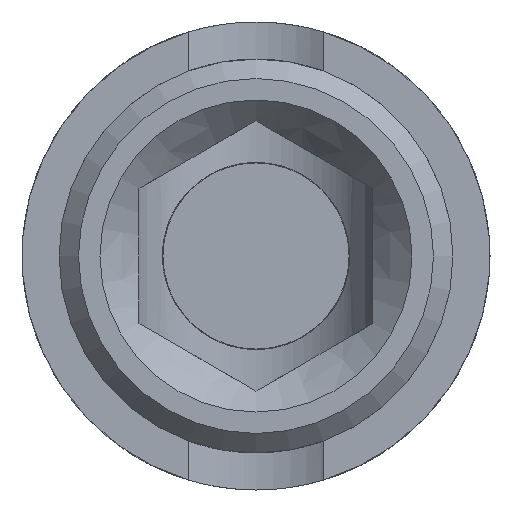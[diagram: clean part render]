
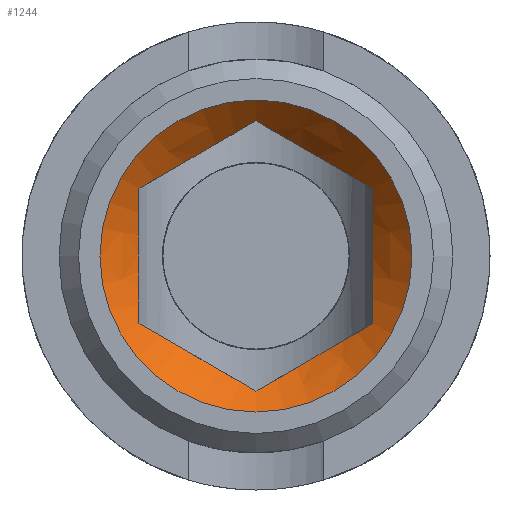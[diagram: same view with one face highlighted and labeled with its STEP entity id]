
A CAD part, left-side view. The second image highlights one B-rep face of the part: STEP entity #1244.
In plain terms, the highlighted conical face has half-angle 45 degrees and reference radius 4 mm.
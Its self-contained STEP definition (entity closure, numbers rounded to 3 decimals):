
#150=FACE_OUTER_BOUND('',#227,.T.);
#227=EDGE_LOOP('',(#938,#939,#940,#941,#942,#943,#944,#945,#946));
#301=CIRCLE('',#1411,4.);
#352=LINE('',#2140,#445);
#445=VECTOR('',#1613,4.);
#527=(
BOUNDED_CURVE()
B_SPLINE_CURVE(2,(#2118,#2119,#2120),.UNSPECIFIED.,.F.,.F.)
B_SPLINE_CURVE_WITH_KNOTS((3,3),(-0.687,-0.208),
 .UNSPECIFIED.)
CURVE()
GEOMETRIC_REPRESENTATION_ITEM()
RATIONAL_B_SPLINE_CURVE((1.238,1.429,1.238))
REPRESENTATION_ITEM('')
);
#528=(
BOUNDED_CURVE()
B_SPLINE_CURVE(2,(#2122,#2123,#2124),.UNSPECIFIED.,.F.,.F.)
B_SPLINE_CURVE_WITH_KNOTS((3,3),(-0.687,-0.208),
 .UNSPECIFIED.)
CURVE()
GEOMETRIC_REPRESENTATION_ITEM()
RATIONAL_B_SPLINE_CURVE((1.238,1.429,1.238))
REPRESENTATION_ITEM('')
);
#529=(
BOUNDED_CURVE()
B_SPLINE_CURVE(2,(#2126,#2127,#2128),.UNSPECIFIED.,.F.,.F.)
B_SPLINE_CURVE_WITH_KNOTS((3,3),(-0.687,-0.208),
 .UNSPECIFIED.)
CURVE()
GEOMETRIC_REPRESENTATION_ITEM()
RATIONAL_B_SPLINE_CURVE((1.238,1.429,1.238))
REPRESENTATION_ITEM('')
);
#530=(
BOUNDED_CURVE()
B_SPLINE_CURVE(2,(#2130,#2131,#2132),.UNSPECIFIED.,.F.,.F.)
B_SPLINE_CURVE_WITH_KNOTS((3,3),(-0.687,-0.208),
 .UNSPECIFIED.)
CURVE()
GEOMETRIC_REPRESENTATION_ITEM()
RATIONAL_B_SPLINE_CURVE((1.238,1.429,1.238))
REPRESENTATION_ITEM('')
);
#531=(
BOUNDED_CURVE()
B_SPLINE_CURVE(2,(#2134,#2135,#2136),.UNSPECIFIED.,.F.,.F.)
B_SPLINE_CURVE_WITH_KNOTS((3,3),(-0.687,-0.208),
 .UNSPECIFIED.)
CURVE()
GEOMETRIC_REPRESENTATION_ITEM()
RATIONAL_B_SPLINE_CURVE((1.238,1.429,1.238))
REPRESENTATION_ITEM('')
);
#532=(
BOUNDED_CURVE()
B_SPLINE_CURVE(2,(#2137,#2138,#2139),.UNSPECIFIED.,.F.,.F.)
B_SPLINE_CURVE_WITH_KNOTS((3,3),(-0.687,-0.208),
 .UNSPECIFIED.)
CURVE()
GEOMETRIC_REPRESENTATION_ITEM()
RATIONAL_B_SPLINE_CURVE((1.238,1.429,1.238))
REPRESENTATION_ITEM('')
);
#574=VERTEX_POINT('',#2085);
#582=VERTEX_POINT('',#2116);
#583=VERTEX_POINT('',#2117);
#584=VERTEX_POINT('',#2121);
#585=VERTEX_POINT('',#2125);
#586=VERTEX_POINT('',#2129);
#587=VERTEX_POINT('',#2133);
#701=EDGE_CURVE('',#574,#574,#301,.T.);
#715=EDGE_CURVE('',#582,#583,#527,.T.);
#716=EDGE_CURVE('',#584,#582,#528,.T.);
#717=EDGE_CURVE('',#585,#584,#529,.T.);
#718=EDGE_CURVE('',#586,#585,#530,.T.);
#719=EDGE_CURVE('',#587,#586,#531,.T.);
#720=EDGE_CURVE('',#583,#587,#532,.T.);
#721=EDGE_CURVE('',#583,#574,#352,.T.);
#938=ORIENTED_EDGE('',*,*,#715,.F.);
#939=ORIENTED_EDGE('',*,*,#716,.F.);
#940=ORIENTED_EDGE('',*,*,#717,.F.);
#941=ORIENTED_EDGE('',*,*,#718,.F.);
#942=ORIENTED_EDGE('',*,*,#719,.F.);
#943=ORIENTED_EDGE('',*,*,#720,.F.);
#944=ORIENTED_EDGE('',*,*,#721,.T.);
#945=ORIENTED_EDGE('',*,*,#701,.F.);
#946=ORIENTED_EDGE('',*,*,#721,.F.);
#1222=CONICAL_SURFACE('',#1427,4.,0.785);
#1244=ADVANCED_FACE('',(#150),#1222,.F.);
#1411=AXIS2_PLACEMENT_3D('',#2086,#1573,#1574);
#1427=AXIS2_PLACEMENT_3D('',#2115,#1611,#1612);
#1573=DIRECTION('center_axis',(1.,0.,0.));
#1574=DIRECTION('ref_axis',(0.,0.,-1.));
#1611=DIRECTION('center_axis',(-1.,0.,0.));
#1612=DIRECTION('ref_axis',(0.,0.,1.));
#1613=DIRECTION('',(-0.707,0.,-0.707));
#2085=CARTESIAN_POINT('',(-31.,0.,-4.));
#2086=CARTESIAN_POINT('Origin',(-31.,0.,0.));
#2115=CARTESIAN_POINT('Origin',(-31.,0.,0.));
#2116=CARTESIAN_POINT('',(-30.464,3.,-1.732));
#2117=CARTESIAN_POINT('',(-30.464,0.,-3.464));
#2118=CARTESIAN_POINT('Ctrl Pts',(-30.464,3.,-1.732));
#2119=CARTESIAN_POINT('Ctrl Pts',(-29.598,1.5,-2.598));
#2120=CARTESIAN_POINT('Ctrl Pts',(-30.464,0.,
-3.464));
#2121=CARTESIAN_POINT('',(-30.464,3.,1.732));
#2122=CARTESIAN_POINT('Ctrl Pts',(-30.464,3.,1.732));
#2123=CARTESIAN_POINT('Ctrl Pts',(-29.598,3.,0.));
#2124=CARTESIAN_POINT('Ctrl Pts',(-30.464,3.,-1.732));
#2125=CARTESIAN_POINT('',(-30.464,0.,3.464));
#2126=CARTESIAN_POINT('Ctrl Pts',(-30.464,0.,
3.464));
#2127=CARTESIAN_POINT('Ctrl Pts',(-29.598,1.5,2.598));
#2128=CARTESIAN_POINT('Ctrl Pts',(-30.464,3.,1.732));
#2129=CARTESIAN_POINT('',(-30.464,-3.,1.732));
#2130=CARTESIAN_POINT('Ctrl Pts',(-30.464,-3.,1.732));
#2131=CARTESIAN_POINT('Ctrl Pts',(-29.598,-1.5,2.598));
#2132=CARTESIAN_POINT('Ctrl Pts',(-30.464,0.,
3.464));
#2133=CARTESIAN_POINT('',(-30.464,-3.,-1.732));
#2134=CARTESIAN_POINT('Ctrl Pts',(-30.464,-3.,-1.732));
#2135=CARTESIAN_POINT('Ctrl Pts',(-29.598,-3.,0.));
#2136=CARTESIAN_POINT('Ctrl Pts',(-30.464,-3.,1.732));
#2137=CARTESIAN_POINT('Ctrl Pts',(-30.464,0.,
-3.464));
#2138=CARTESIAN_POINT('Ctrl Pts',(-29.598,-1.5,-2.598));
#2139=CARTESIAN_POINT('Ctrl Pts',(-30.464,-3.,-1.732));
#2140=CARTESIAN_POINT('',(-31.,0.,-4.));
